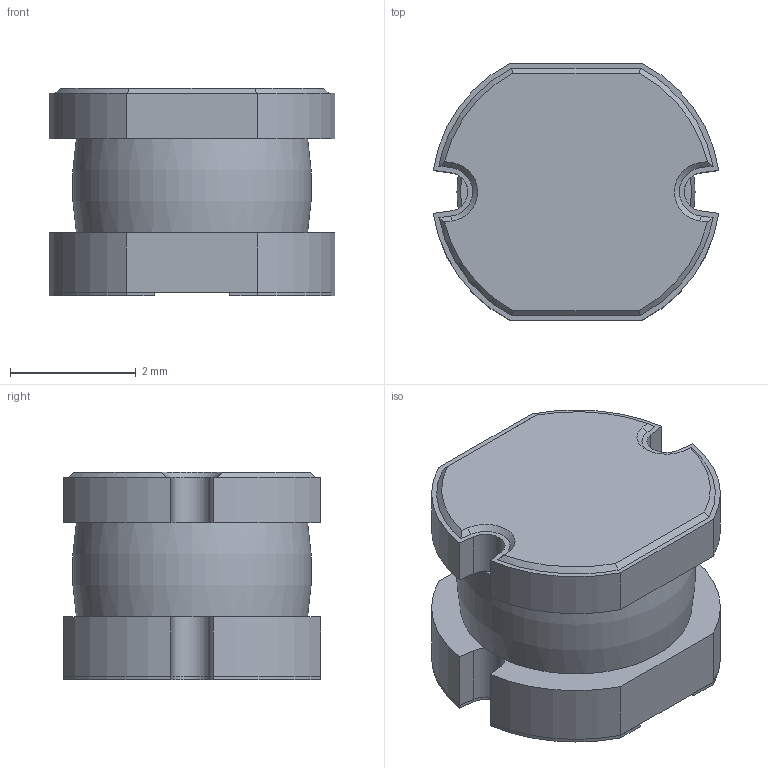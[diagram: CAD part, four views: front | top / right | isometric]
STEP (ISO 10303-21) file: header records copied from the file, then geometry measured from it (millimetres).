
FILE_DESCRIPTION(('STEP AP214'), '1');
FILE_NAME('CD43', '2022-09-01T12:27:40', ('AF'), (''), 'UNSPECIFIED', 'UNSPECIFIED', '');
FILE_SCHEMA(('AUTOMOTIVE_DESIGN { 1 0 10303 214 3 1 1}'));
Length unit declared in the file: millimetre
Bounding box: 4.55 x 4.1 x 3.3 mm (x, y, z)
Volume: 43.8 mm3; surface area: 155.6 mm2
Topology: 4 solids, 4 shells, 66 faces, 177 edges, 124 vertices
Faces by surface type: plane 39, cylinder 20, bspline 4, cone 2, torus 1
Full cylindrical faces by diameter (mm): 1.84 x2
Entity records: 2917 total; most frequent: CARTESIAN_POINT 679, DIRECTION 334, ORIENTED_EDGE 324, EDGE_CURVE 162, AXIS2_PLACEMENT_3D 113, VERTEX_POINT 110, LINE 108, VECTOR 108
